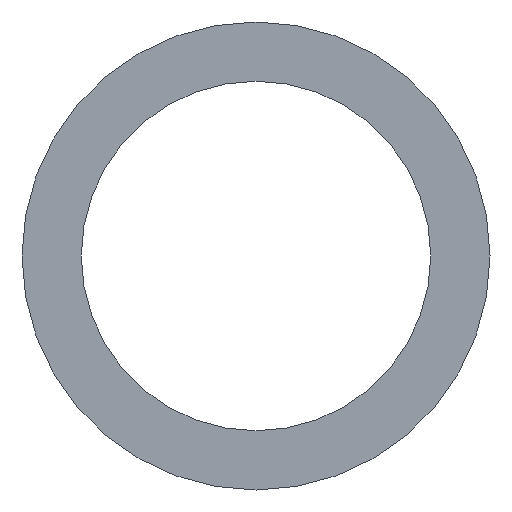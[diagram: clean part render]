
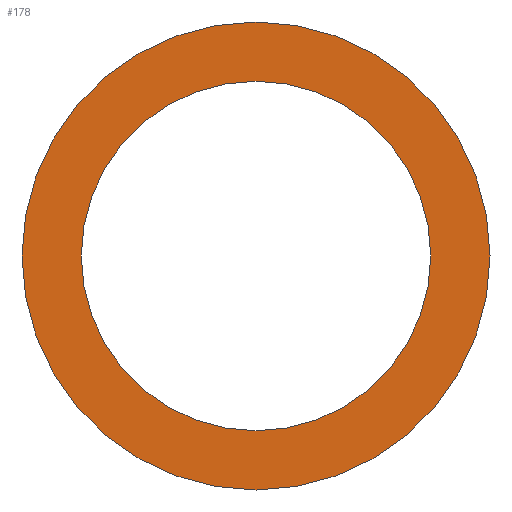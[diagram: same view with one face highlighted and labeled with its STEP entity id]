
A CAD part, front view. The second image highlights one B-rep face of the part: STEP entity #178.
In plain terms, the highlighted planar face has unit normal (0, -1, 0).
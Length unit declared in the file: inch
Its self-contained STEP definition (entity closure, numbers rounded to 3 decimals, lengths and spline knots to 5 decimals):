
#1 = CARTESIAN_POINT ( 'NONE',  ( 0., 0., 0. ) ) ;
#2 = ORIENTED_EDGE ( 'NONE', *, *, #75, .F. ) ;
#9 = EDGE_CURVE ( 'NONE', #164, #129, #106, .T. ) ;
#11 = CIRCLE ( 'NONE', #139, 0.56 ) ;
#12 = DIRECTION ( 'NONE',  ( 0., 1., 0. ) ) ;
#33 = AXIS2_PLACEMENT_3D ( 'NONE', #1, #113, #179 ) ;
#38 = EDGE_LOOP ( 'NONE', ( #182, #85 ) ) ;
#43 = EDGE_CURVE ( 'NONE', #159, #147, #96, .T. ) ;
#46 = DIRECTION ( 'NONE',  ( 0., 1., 0. ) ) ;
#57 = AXIS2_PLACEMENT_3D ( 'NONE', #140, #110, #59 ) ;
#59 = DIRECTION ( 'NONE',  ( 0., 0., 1. ) ) ;
#60 = CARTESIAN_POINT ( 'NONE',  ( 0., 0., 0.56 ) ) ;
#62 = FACE_BOUND ( 'NONE', #38, .T. ) ;
#68 = AXIS2_PLACEMENT_3D ( 'NONE', #121, #46, #169 ) ;
#72 = EDGE_LOOP ( 'NONE', ( #2, #160 ) ) ;
#75 = EDGE_CURVE ( 'NONE', #129, #164, #99, .T. ) ;
#79 = FACE_OUTER_BOUND ( 'NONE', #72, .T. ) ;
#85 = ORIENTED_EDGE ( 'NONE', *, *, #183, .T. ) ;
#90 = CARTESIAN_POINT ( 'NONE',  ( 0., 0., 0. ) ) ;
#96 = CIRCLE ( 'NONE', #173, 0.56 ) ;
#99 = CIRCLE ( 'NONE', #57, 0.75 ) ;
#106 = CIRCLE ( 'NONE', #33, 0.75 ) ;
#110 = DIRECTION ( 'NONE',  ( 0., 1., 0. ) ) ;
#113 = DIRECTION ( 'NONE',  ( 0., 1., 0. ) ) ;
#117 = DIRECTION ( 'NONE',  ( 0., 1., 0. ) ) ;
#119 = CARTESIAN_POINT ( 'NONE',  ( 0., 0., -0.75 ) ) ;
#121 = CARTESIAN_POINT ( 'NONE',  ( 0., 0., 0. ) ) ;
#126 = DIRECTION ( 'NONE',  ( 0., 0., 1. ) ) ;
#129 = VERTEX_POINT ( 'NONE', #185 ) ;
#136 = CARTESIAN_POINT ( 'NONE',  ( 0., 0., 0. ) ) ;
#138 = PLANE ( 'NONE',  #68 ) ;
#139 = AXIS2_PLACEMENT_3D ( 'NONE', #90, #12, #126 ) ;
#140 = CARTESIAN_POINT ( 'NONE',  ( 0., 0., 0. ) ) ;
#147 = VERTEX_POINT ( 'NONE', #165 ) ;
#159 = VERTEX_POINT ( 'NONE', #60 ) ;
#160 = ORIENTED_EDGE ( 'NONE', *, *, #9, .F. ) ;
#164 = VERTEX_POINT ( 'NONE', #119 ) ;
#165 = CARTESIAN_POINT ( 'NONE',  ( 0., 0., -0.56 ) ) ;
#169 = DIRECTION ( 'NONE',  ( 0., 0., 1. ) ) ;
#170 = DIRECTION ( 'NONE',  ( 0., 0., 1. ) ) ;
#173 = AXIS2_PLACEMENT_3D ( 'NONE', #136, #117, #170 ) ;
#178 = ADVANCED_FACE ( 'NONE', ( #62, #79 ), #138, .F. ) ;
#179 = DIRECTION ( 'NONE',  ( 0., 0., 1. ) ) ;
#182 = ORIENTED_EDGE ( 'NONE', *, *, #43, .T. ) ;
#183 = EDGE_CURVE ( 'NONE', #147, #159, #11, .T. ) ;
#185 = CARTESIAN_POINT ( 'NONE',  ( 0., 0., 0.75 ) ) ;
